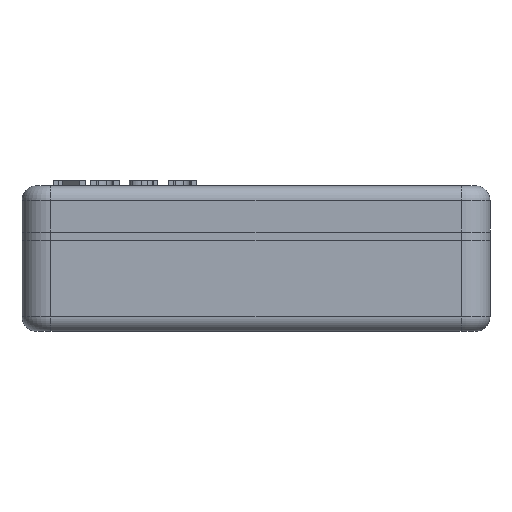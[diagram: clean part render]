
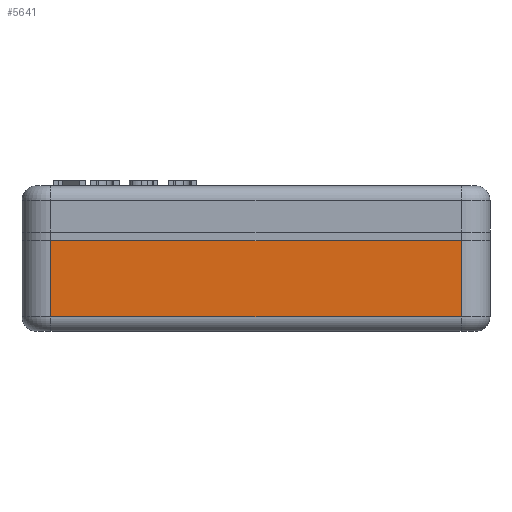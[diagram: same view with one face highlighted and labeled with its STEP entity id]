
A CAD part, front view. The second image highlights one B-rep face of the part: STEP entity #5641.
In plain terms, the highlighted planar face has unit normal (0, -1, 0).
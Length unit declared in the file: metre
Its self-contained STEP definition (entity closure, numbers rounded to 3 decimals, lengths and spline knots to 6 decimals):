
#526=ORIENTED_EDGE('',*,*,#2155,.T.);
#527=ORIENTED_EDGE('',*,*,#2157,.T.);
#528=ORIENTED_EDGE('',*,*,#2158,.F.);
#529=ORIENTED_EDGE('',*,*,#2159,.F.);
#2155=EDGE_CURVE('',#2965,#2964,#3494,.T.);
#2157=EDGE_CURVE('',#2964,#2966,#3495,.T.);
#2158=EDGE_CURVE('',#2967,#2966,#3496,.T.);
#2159=EDGE_CURVE('',#2965,#2967,#3497,.T.);
#2964=VERTEX_POINT('',#8304);
#2965=VERTEX_POINT('',#8306);
#2966=VERTEX_POINT('',#8310);
#2967=VERTEX_POINT('',#8312);
#3494=LINE('',#8305,#4158);
#3495=LINE('',#8309,#4159);
#3496=LINE('',#8311,#4160);
#3497=LINE('',#8313,#4161);
#4158=VECTOR('',#6667,1.);
#4159=VECTOR('',#6672,1.);
#4160=VECTOR('',#6673,1.);
#4161=VECTOR('',#6674,1.);
#4665=EDGE_LOOP('',(#526,#527,#528,#529));
#5069=FACE_BOUND('',#4665,.T.);
#5414=PLANE('',#6017);
#5641=ADVANCED_FACE('',(#5069),#5414,.F.);
#6017=AXIS2_PLACEMENT_3D('',#8308,#6670,#6671);
#6667=DIRECTION('',(0.,0.,-1.));
#6670=DIRECTION('',(0.,1.,0.));
#6671=DIRECTION('',(0.,0.,1.));
#6672=DIRECTION('',(1.,0.,0.));
#6673=DIRECTION('',(0.,0.,-1.));
#6674=DIRECTION('',(1.,0.,0.));
#8304=CARTESIAN_POINT('',(-0.005,-0.01,0.0025));
#8305=CARTESIAN_POINT('',(-0.005,-0.01,0.003));
#8306=CARTESIAN_POINT('',(-0.005,-0.01,0.01569));
#8308=CARTESIAN_POINT('',(0.0305,-0.01,0.003));
#8309=CARTESIAN_POINT('',(0.0305,-0.01,0.0025));
#8310=CARTESIAN_POINT('',(0.066,-0.01,0.0025));
#8311=CARTESIAN_POINT('',(0.066,-0.01,0.003));
#8312=CARTESIAN_POINT('',(0.066,-0.01,0.01569));
#8313=CARTESIAN_POINT('',(0.0305,-0.01,0.01569));
